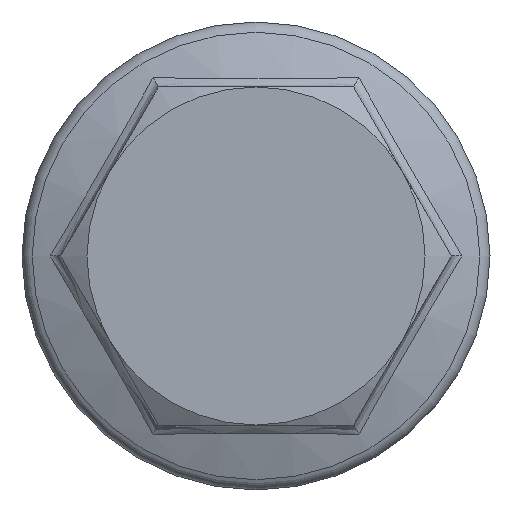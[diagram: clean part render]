
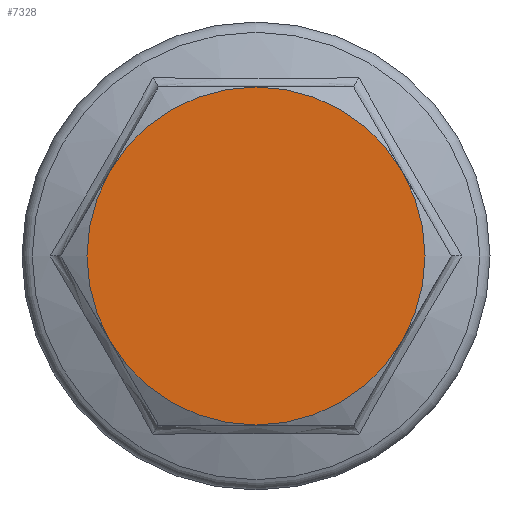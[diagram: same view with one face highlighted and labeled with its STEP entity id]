
A CAD part, left-side view. The second image highlights one B-rep face of the part: STEP entity #7328.
In plain terms, the highlighted planar face has unit normal (-1, 0, 0).
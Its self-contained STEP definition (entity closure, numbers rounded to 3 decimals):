
#22 = CARTESIAN_POINT ( 'NONE',  ( 0., 5.629, 3.25 ) ) ;
#273 = FACE_OUTER_BOUND ( 'NONE', #4650, .T. ) ;
#285 = ORIENTED_EDGE ( 'NONE', *, *, #1930, .F. ) ;
#869 = VERTEX_POINT ( 'NONE', #6551 ) ;
#1049 = ORIENTED_EDGE ( 'NONE', *, *, #7966, .F. ) ;
#1052 = AXIS2_PLACEMENT_3D ( 'NONE', #6612, #2692, #7257 ) ;
#1132 = EDGE_CURVE ( 'NONE', #869, #4962, #1193, .T. ) ;
#1193 = CIRCLE ( 'NONE', #4401, 6.5 ) ;
#1591 = CIRCLE ( 'NONE', #8491, 6.5 ) ;
#1702 = AXIS2_PLACEMENT_3D ( 'NONE', #7455, #3547, #8115 ) ;
#1930 = EDGE_CURVE ( 'NONE', #4962, #8024, #6438, .T. ) ;
#2127 = DIRECTION ( 'NONE',  ( -1., 0., 0. ) ) ;
#2258 = CIRCLE ( 'NONE', #2875, 6.5 ) ;
#2464 = CARTESIAN_POINT ( 'NONE',  ( 0., 0., 0. ) ) ;
#2692 = DIRECTION ( 'NONE',  ( 1., 0., 0. ) ) ;
#2751 = CARTESIAN_POINT ( 'NONE',  ( 0., 0., 0. ) ) ;
#2875 = AXIS2_PLACEMENT_3D ( 'NONE', #6057, #2127, #6716 ) ;
#3022 = AXIS2_PLACEMENT_3D ( 'NONE', #2751, #7334, #3405 ) ;
#3063 = ORIENTED_EDGE ( 'NONE', *, *, #5787, .T. ) ;
#3107 = DIRECTION ( 'NONE',  ( 0., 0., -1. ) ) ;
#3372 = CARTESIAN_POINT ( 'NONE',  ( 0., 5.629, -3.25 ) ) ;
#3376 = VERTEX_POINT ( 'NONE', #7979 ) ;
#3405 = DIRECTION ( 'NONE',  ( 0., 0., -1. ) ) ;
#3547 = DIRECTION ( 'NONE',  ( 1., 0., 0. ) ) ;
#3892 = CARTESIAN_POINT ( 'NONE',  ( 0., 0., 0. ) ) ;
#4363 = CIRCLE ( 'NONE', #1702, 6.5 ) ;
#4379 = EDGE_CURVE ( 'NONE', #8024, #5737, #1591, .T. ) ;
#4401 = AXIS2_PLACEMENT_3D ( 'NONE', #3892, #8441, #4547 ) ;
#4517 = DIRECTION ( 'NONE',  ( 0., 0., -1. ) ) ;
#4547 = DIRECTION ( 'NONE',  ( 0., 0., -1. ) ) ;
#4650 = EDGE_LOOP ( 'NONE', ( #285, #7086, #5986, #1049, #3063, #7969 ) ) ;
#4962 = VERTEX_POINT ( 'NONE', #6413 ) ;
#5737 = VERTEX_POINT ( 'NONE', #22 ) ;
#5787 = EDGE_CURVE ( 'NONE', #3376, #5737, #2258, .T. ) ;
#5893 = CIRCLE ( 'NONE', #1052, 6.5 ) ;
#5986 = ORIENTED_EDGE ( 'NONE', *, *, #8079, .F. ) ;
#6057 = CARTESIAN_POINT ( 'NONE',  ( 0., 0., 0. ) ) ;
#6269 = CARTESIAN_POINT ( 'NONE',  ( 0., -5.629, 3.25 ) ) ;
#6413 = CARTESIAN_POINT ( 'NONE',  ( 0., 0., -6.5 ) ) ;
#6438 = CIRCLE ( 'NONE', #3022, 6.5 ) ;
#6467 = CARTESIAN_POINT ( 'NONE',  ( 0., 7.506, 0. ) ) ;
#6551 = CARTESIAN_POINT ( 'NONE',  ( 0., -5.629, -3.25 ) ) ;
#6612 = CARTESIAN_POINT ( 'NONE',  ( 0., 0., 0. ) ) ;
#6716 = DIRECTION ( 'NONE',  ( 0., 0., 1. ) ) ;
#7033 = DIRECTION ( 'NONE',  ( 1., 0., 0. ) ) ;
#7086 = ORIENTED_EDGE ( 'NONE', *, *, #1132, .F. ) ;
#7116 = PLANE ( 'NONE',  #7951 ) ;
#7211 = VERTEX_POINT ( 'NONE', #6269 ) ;
#7257 = DIRECTION ( 'NONE',  ( 0., 0., -1. ) ) ;
#7328 = ADVANCED_FACE ( 'NONE', ( #273 ), #7116, .F. ) ;
#7334 = DIRECTION ( 'NONE',  ( 1., 0., 0. ) ) ;
#7455 = CARTESIAN_POINT ( 'NONE',  ( 0., 0., 0. ) ) ;
#7951 = AXIS2_PLACEMENT_3D ( 'NONE', #6467, #8410, #4517 ) ;
#7966 = EDGE_CURVE ( 'NONE', #3376, #7211, #5893, .T. ) ;
#7969 = ORIENTED_EDGE ( 'NONE', *, *, #4379, .F. ) ;
#7979 = CARTESIAN_POINT ( 'NONE',  ( 0., 0., 6.5 ) ) ;
#8024 = VERTEX_POINT ( 'NONE', #3372 ) ;
#8079 = EDGE_CURVE ( 'NONE', #7211, #869, #4363, .T. ) ;
#8115 = DIRECTION ( 'NONE',  ( 0., 0., -1. ) ) ;
#8410 = DIRECTION ( 'NONE',  ( 1., 0., 0. ) ) ;
#8441 = DIRECTION ( 'NONE',  ( 1., 0., 0. ) ) ;
#8491 = AXIS2_PLACEMENT_3D ( 'NONE', #2464, #7033, #3107 ) ;
